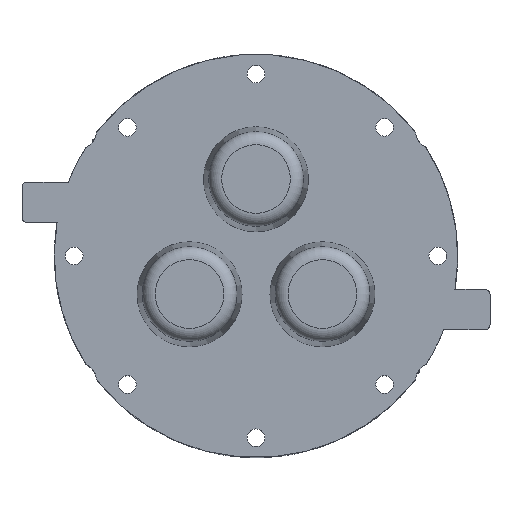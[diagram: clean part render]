
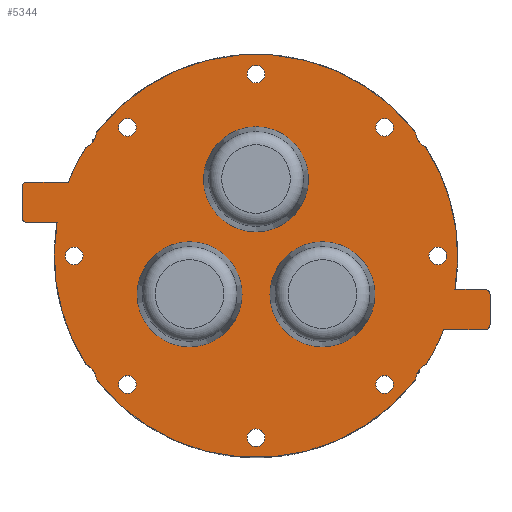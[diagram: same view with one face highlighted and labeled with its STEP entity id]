
A CAD part, top view. The second image highlights one B-rep face of the part: STEP entity #5344.
In plain terms, the highlighted planar face has unit normal (0, 0, 1).
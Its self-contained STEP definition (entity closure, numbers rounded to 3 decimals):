
#431=FACE_BOUND('',#823,.T.);
#432=FACE_BOUND('',#824,.T.);
#433=FACE_BOUND('',#825,.T.);
#434=FACE_BOUND('',#826,.T.);
#435=FACE_BOUND('',#827,.T.);
#436=FACE_BOUND('',#828,.T.);
#437=FACE_BOUND('',#829,.T.);
#438=FACE_BOUND('',#830,.T.);
#461=FACE_OUTER_BOUND('',#822,.T.);
#822=EDGE_LOOP('',(#3448,#3449,#3450,#3451,#3452,#3453,#3454,#3455,#3456,
#3457,#3458,#3459,#3460,#3461,#3462,#3463,#3464,#3465,#3466,#3467));
#823=EDGE_LOOP('',(#3468));
#824=EDGE_LOOP('',(#3469));
#825=EDGE_LOOP('',(#3470));
#826=EDGE_LOOP('',(#3471));
#827=EDGE_LOOP('',(#3472));
#828=EDGE_LOOP('',(#3473));
#829=EDGE_LOOP('',(#3474));
#830=EDGE_LOOP('',(#3475));
#1213=CIRCLE('',#5757,124.955);
#1214=CIRCLE('',#5758,10.545);
#1215=CIRCLE('',#5759,124.955);
#1216=CIRCLE('',#5760,10.545);
#1217=CIRCLE('',#5761,124.955);
#1218=CIRCLE('',#5762,3.);
#1219=CIRCLE('',#5763,3.);
#1220=CIRCLE('',#5764,124.955);
#1221=CIRCLE('',#5765,10.545);
#1222=CIRCLE('',#5766,124.955);
#1223=CIRCLE('',#5767,10.545);
#1224=CIRCLE('',#5768,124.955);
#1225=CIRCLE('',#5769,3.);
#1226=CIRCLE('',#5770,3.);
#1227=CIRCLE('',#5771,5.5);
#1228=CIRCLE('',#5772,5.5);
#1229=CIRCLE('',#5773,5.5);
#1230=CIRCLE('',#5774,5.5);
#1231=CIRCLE('',#5775,5.5);
#1232=CIRCLE('',#5776,5.5);
#1233=CIRCLE('',#5777,5.5);
#1234=CIRCLE('',#5778,5.5);
#1671=LINE('',#8433,#1921);
#1672=LINE('',#8445,#1922);
#1673=LINE('',#8449,#1923);
#1674=LINE('',#8453,#1924);
#1675=LINE('',#8465,#1925);
#1676=LINE('',#8469,#1926);
#1921=VECTOR('',#6568,10.);
#1922=VECTOR('',#6579,10.);
#1923=VECTOR('',#6582,10.);
#1924=VECTOR('',#6585,10.);
#1925=VECTOR('',#6596,10.);
#1926=VECTOR('',#6599,10.);
#2171=VERTEX_POINT('',#8431);
#2172=VERTEX_POINT('',#8432);
#2173=VERTEX_POINT('',#8434);
#2174=VERTEX_POINT('',#8436);
#2175=VERTEX_POINT('',#8438);
#2176=VERTEX_POINT('',#8440);
#2177=VERTEX_POINT('',#8442);
#2178=VERTEX_POINT('',#8444);
#2179=VERTEX_POINT('',#8446);
#2180=VERTEX_POINT('',#8448);
#2181=VERTEX_POINT('',#8450);
#2182=VERTEX_POINT('',#8452);
#2183=VERTEX_POINT('',#8454);
#2184=VERTEX_POINT('',#8456);
#2185=VERTEX_POINT('',#8458);
#2186=VERTEX_POINT('',#8460);
#2187=VERTEX_POINT('',#8462);
#2188=VERTEX_POINT('',#8464);
#2189=VERTEX_POINT('',#8466);
#2190=VERTEX_POINT('',#8468);
#2191=VERTEX_POINT('',#8471);
#2192=VERTEX_POINT('',#8473);
#2193=VERTEX_POINT('',#8475);
#2194=VERTEX_POINT('',#8477);
#2195=VERTEX_POINT('',#8479);
#2196=VERTEX_POINT('',#8481);
#2197=VERTEX_POINT('',#8483);
#2198=VERTEX_POINT('',#8485);
#2638=EDGE_CURVE('',#2171,#2172,#1671,.T.);
#2639=EDGE_CURVE('',#2173,#2171,#1213,.T.);
#2640=EDGE_CURVE('',#2174,#2173,#1214,.T.);
#2641=EDGE_CURVE('',#2175,#2174,#1215,.T.);
#2642=EDGE_CURVE('',#2176,#2175,#1216,.T.);
#2643=EDGE_CURVE('',#2177,#2176,#1217,.T.);
#2644=EDGE_CURVE('',#2178,#2177,#1672,.T.);
#2645=EDGE_CURVE('',#2179,#2178,#1218,.T.);
#2646=EDGE_CURVE('',#2180,#2179,#1673,.T.);
#2647=EDGE_CURVE('',#2181,#2180,#1219,.T.);
#2648=EDGE_CURVE('',#2182,#2181,#1674,.T.);
#2649=EDGE_CURVE('',#2183,#2182,#1220,.T.);
#2650=EDGE_CURVE('',#2184,#2183,#1221,.T.);
#2651=EDGE_CURVE('',#2185,#2184,#1222,.T.);
#2652=EDGE_CURVE('',#2186,#2185,#1223,.T.);
#2653=EDGE_CURVE('',#2187,#2186,#1224,.T.);
#2654=EDGE_CURVE('',#2188,#2187,#1675,.T.);
#2655=EDGE_CURVE('',#2189,#2188,#1225,.T.);
#2656=EDGE_CURVE('',#2190,#2189,#1676,.T.);
#2657=EDGE_CURVE('',#2172,#2190,#1226,.T.);
#2658=EDGE_CURVE('',#2191,#2191,#1227,.T.);
#2659=EDGE_CURVE('',#2192,#2192,#1228,.T.);
#2660=EDGE_CURVE('',#2193,#2193,#1229,.T.);
#2661=EDGE_CURVE('',#2194,#2194,#1230,.T.);
#2662=EDGE_CURVE('',#2195,#2195,#1231,.T.);
#2663=EDGE_CURVE('',#2196,#2196,#1232,.T.);
#2664=EDGE_CURVE('',#2197,#2197,#1233,.T.);
#2665=EDGE_CURVE('',#2198,#2198,#1234,.T.);
#3448=ORIENTED_EDGE('',*,*,#2638,.F.);
#3449=ORIENTED_EDGE('',*,*,#2639,.F.);
#3450=ORIENTED_EDGE('',*,*,#2640,.F.);
#3451=ORIENTED_EDGE('',*,*,#2641,.F.);
#3452=ORIENTED_EDGE('',*,*,#2642,.F.);
#3453=ORIENTED_EDGE('',*,*,#2643,.F.);
#3454=ORIENTED_EDGE('',*,*,#2644,.F.);
#3455=ORIENTED_EDGE('',*,*,#2645,.F.);
#3456=ORIENTED_EDGE('',*,*,#2646,.F.);
#3457=ORIENTED_EDGE('',*,*,#2647,.F.);
#3458=ORIENTED_EDGE('',*,*,#2648,.F.);
#3459=ORIENTED_EDGE('',*,*,#2649,.F.);
#3460=ORIENTED_EDGE('',*,*,#2650,.F.);
#3461=ORIENTED_EDGE('',*,*,#2651,.F.);
#3462=ORIENTED_EDGE('',*,*,#2652,.F.);
#3463=ORIENTED_EDGE('',*,*,#2653,.F.);
#3464=ORIENTED_EDGE('',*,*,#2654,.F.);
#3465=ORIENTED_EDGE('',*,*,#2655,.F.);
#3466=ORIENTED_EDGE('',*,*,#2656,.F.);
#3467=ORIENTED_EDGE('',*,*,#2657,.F.);
#3468=ORIENTED_EDGE('',*,*,#2658,.T.);
#3469=ORIENTED_EDGE('',*,*,#2659,.T.);
#3470=ORIENTED_EDGE('',*,*,#2660,.T.);
#3471=ORIENTED_EDGE('',*,*,#2661,.T.);
#3472=ORIENTED_EDGE('',*,*,#2662,.T.);
#3473=ORIENTED_EDGE('',*,*,#2663,.T.);
#3474=ORIENTED_EDGE('',*,*,#2664,.T.);
#3475=ORIENTED_EDGE('',*,*,#2665,.T.);
#5068=PLANE('',#5756);
#5344=ADVANCED_FACE('',(#461,#431,#432,#433,#434,#435,#436,#437,#438),#5068,
 .F.);
#5756=AXIS2_PLACEMENT_3D('',#8430,#6566,#6567);
#5757=AXIS2_PLACEMENT_3D('',#8435,#6569,#6570);
#5758=AXIS2_PLACEMENT_3D('',#8437,#6571,#6572);
#5759=AXIS2_PLACEMENT_3D('',#8439,#6573,#6574);
#5760=AXIS2_PLACEMENT_3D('',#8441,#6575,#6576);
#5761=AXIS2_PLACEMENT_3D('',#8443,#6577,#6578);
#5762=AXIS2_PLACEMENT_3D('',#8447,#6580,#6581);
#5763=AXIS2_PLACEMENT_3D('',#8451,#6583,#6584);
#5764=AXIS2_PLACEMENT_3D('',#8455,#6586,#6587);
#5765=AXIS2_PLACEMENT_3D('',#8457,#6588,#6589);
#5766=AXIS2_PLACEMENT_3D('',#8459,#6590,#6591);
#5767=AXIS2_PLACEMENT_3D('',#8461,#6592,#6593);
#5768=AXIS2_PLACEMENT_3D('',#8463,#6594,#6595);
#5769=AXIS2_PLACEMENT_3D('',#8467,#6597,#6598);
#5770=AXIS2_PLACEMENT_3D('',#8470,#6600,#6601);
#5771=AXIS2_PLACEMENT_3D('',#8472,#6602,#6603);
#5772=AXIS2_PLACEMENT_3D('',#8474,#6604,#6605);
#5773=AXIS2_PLACEMENT_3D('',#8476,#6606,#6607);
#5774=AXIS2_PLACEMENT_3D('',#8478,#6608,#6609);
#5775=AXIS2_PLACEMENT_3D('',#8480,#6610,#6611);
#5776=AXIS2_PLACEMENT_3D('',#8482,#6612,#6613);
#5777=AXIS2_PLACEMENT_3D('',#8484,#6614,#6615);
#5778=AXIS2_PLACEMENT_3D('',#8486,#6616,#6617);
#6566=DIRECTION('center_axis',(0.,0.,-1.));
#6567=DIRECTION('ref_axis',(-1.,0.,0.));
#6568=DIRECTION('',(-1.,0.,0.));
#6569=DIRECTION('center_axis',(0.,0.,-1.));
#6570=DIRECTION('ref_axis',(-0.842,0.539,0.));
#6571=DIRECTION('center_axis',(0.,0.,1.));
#6572=DIRECTION('ref_axis',(-0.998,-0.07,0.));
#6573=DIRECTION('center_axis',(0.,0.,-1.));
#6574=DIRECTION('ref_axis',(-0.792,-0.61,0.));
#6575=DIRECTION('center_axis',(0.,0.,1.));
#6576=DIRECTION('ref_axis',(0.403,-0.915,0.));
#6577=DIRECTION('center_axis',(0.,0.,-1.));
#6578=DIRECTION('ref_axis',(0.842,-0.539,0.));
#6579=DIRECTION('',(-1.,0.,0.));
#6580=DIRECTION('center_axis',(0.,0.,-1.));
#6581=DIRECTION('ref_axis',(0.,-1.,0.));
#6582=DIRECTION('',(0.,-1.,0.));
#6583=DIRECTION('center_axis',(0.,0.,-1.));
#6584=DIRECTION('ref_axis',(1.,0.,0.));
#6585=DIRECTION('',(1.,0.,0.));
#6586=DIRECTION('center_axis',(0.,0.,-1.));
#6587=DIRECTION('ref_axis',(0.986,-0.166,0.));
#6588=DIRECTION('center_axis',(0.,0.,1.));
#6589=DIRECTION('ref_axis',(0.998,0.07,0.));
#6590=DIRECTION('center_axis',(0.,0.,-1.));
#6591=DIRECTION('ref_axis',(0.792,0.61,0.));
#6592=DIRECTION('center_axis',(0.,0.,1.));
#6593=DIRECTION('ref_axis',(-0.403,0.915,0.));
#6594=DIRECTION('center_axis',(0.,0.,-1.));
#6595=DIRECTION('ref_axis',(-0.842,0.539,0.));
#6596=DIRECTION('',(1.,0.,0.));
#6597=DIRECTION('center_axis',(0.,0.,-1.));
#6598=DIRECTION('ref_axis',(0.,1.,0.));
#6599=DIRECTION('',(0.,1.,0.));
#6600=DIRECTION('center_axis',(0.,0.,-1.));
#6601=DIRECTION('ref_axis',(-1.,0.,0.));
#6602=DIRECTION('center_axis',(0.,0.,-1.));
#6603=DIRECTION('ref_axis',(-1.,0.,0.));
#6604=DIRECTION('center_axis',(0.,0.,-1.));
#6605=DIRECTION('ref_axis',(-0.707,-0.707,0.));
#6606=DIRECTION('center_axis',(0.,0.,-1.));
#6607=DIRECTION('ref_axis',(0.,-1.,0.));
#6608=DIRECTION('center_axis',(0.,0.,-1.));
#6609=DIRECTION('ref_axis',(0.707,-0.707,0.));
#6610=DIRECTION('center_axis',(0.,0.,-1.));
#6611=DIRECTION('ref_axis',(1.,0.,0.));
#6612=DIRECTION('center_axis',(0.,0.,-1.));
#6613=DIRECTION('ref_axis',(0.707,0.707,0.));
#6614=DIRECTION('center_axis',(0.,0.,-1.));
#6615=DIRECTION('ref_axis',(0.,1.,0.));
#6616=DIRECTION('center_axis',(0.,0.,-1.));
#6617=DIRECTION('ref_axis',(-0.707,0.707,0.));
#8430=CARTESIAN_POINT('Origin',(0.,0.,20.));
#8431=CARTESIAN_POINT('',(-123.215,20.78,20.));
#8432=CARTESIAN_POINT('',(-141.95,20.78,20.));
#8433=CARTESIAN_POINT('',(-141.95,20.78,20.));
#8434=CARTESIAN_POINT('',(-105.252,-67.349,20.));
#8435=CARTESIAN_POINT('Origin',(0.,0.,20.));
#8436=CARTESIAN_POINT('',(-98.981,-76.267,20.));
#8437=CARTESIAN_POINT('Origin',(-109.5,-77.,20.));
#8438=CARTESIAN_POINT('',(98.981,-76.267,20.));
#8439=CARTESIAN_POINT('Origin',(0.,0.,20.));
#8440=CARTESIAN_POINT('',(105.252,-67.349,20.));
#8441=CARTESIAN_POINT('Origin',(109.5,-77.,20.));
#8442=CARTESIAN_POINT('',(116.306,-45.68,20.));
#8443=CARTESIAN_POINT('Origin',(0.,0.,20.));
#8444=CARTESIAN_POINT('',(141.95,-45.68,20.));
#8445=CARTESIAN_POINT('',(116.306,-45.68,20.));
#8446=CARTESIAN_POINT('',(144.95,-42.68,20.));
#8447=CARTESIAN_POINT('Origin',(141.95,-42.68,20.));
#8448=CARTESIAN_POINT('',(144.95,-23.78,20.));
#8449=CARTESIAN_POINT('',(144.95,-42.68,20.));
#8450=CARTESIAN_POINT('',(141.95,-20.78,20.));
#8451=CARTESIAN_POINT('Origin',(141.95,-23.78,20.));
#8452=CARTESIAN_POINT('',(123.215,-20.78,20.));
#8453=CARTESIAN_POINT('',(141.95,-20.78,20.));
#8454=CARTESIAN_POINT('',(105.252,67.349,20.));
#8455=CARTESIAN_POINT('Origin',(0.,0.,20.));
#8456=CARTESIAN_POINT('',(98.981,76.267,20.));
#8457=CARTESIAN_POINT('Origin',(109.5,77.,20.));
#8458=CARTESIAN_POINT('',(-98.981,76.267,20.));
#8459=CARTESIAN_POINT('Origin',(0.,0.,20.));
#8460=CARTESIAN_POINT('',(-105.252,67.349,20.));
#8461=CARTESIAN_POINT('Origin',(-109.5,77.,20.));
#8462=CARTESIAN_POINT('',(-116.306,45.68,20.));
#8463=CARTESIAN_POINT('Origin',(0.,0.,20.));
#8464=CARTESIAN_POINT('',(-141.95,45.68,20.));
#8465=CARTESIAN_POINT('',(-116.306,45.68,20.));
#8466=CARTESIAN_POINT('',(-144.95,42.68,20.));
#8467=CARTESIAN_POINT('Origin',(-141.95,42.68,20.));
#8468=CARTESIAN_POINT('',(-144.95,23.78,20.));
#8469=CARTESIAN_POINT('',(-144.95,42.68,20.));
#8470=CARTESIAN_POINT('Origin',(-141.95,23.78,20.));
#8471=CARTESIAN_POINT('',(5.5,112.65,20.));
#8472=CARTESIAN_POINT('Origin',(0.,112.65,20.));
#8473=CARTESIAN_POINT('',(-75.766,83.545,20.));
#8474=CARTESIAN_POINT('Origin',(-79.656,79.656,20.));
#8475=CARTESIAN_POINT('',(-112.65,5.5,20.));
#8476=CARTESIAN_POINT('Origin',(-112.65,0.,20.));
#8477=CARTESIAN_POINT('',(-83.545,-75.766,20.));
#8478=CARTESIAN_POINT('Origin',(-79.656,-79.656,20.));
#8479=CARTESIAN_POINT('',(-5.5,-112.65,20.));
#8480=CARTESIAN_POINT('Origin',(0.,-112.65,20.));
#8481=CARTESIAN_POINT('',(75.766,-83.545,20.));
#8482=CARTESIAN_POINT('Origin',(79.656,-79.656,20.));
#8483=CARTESIAN_POINT('',(112.65,-5.5,20.));
#8484=CARTESIAN_POINT('Origin',(112.65,0.,20.));
#8485=CARTESIAN_POINT('',(83.545,75.766,20.));
#8486=CARTESIAN_POINT('Origin',(79.656,79.656,20.));
